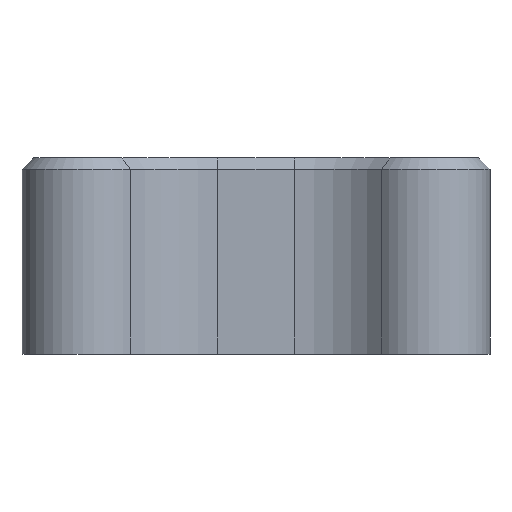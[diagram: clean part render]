
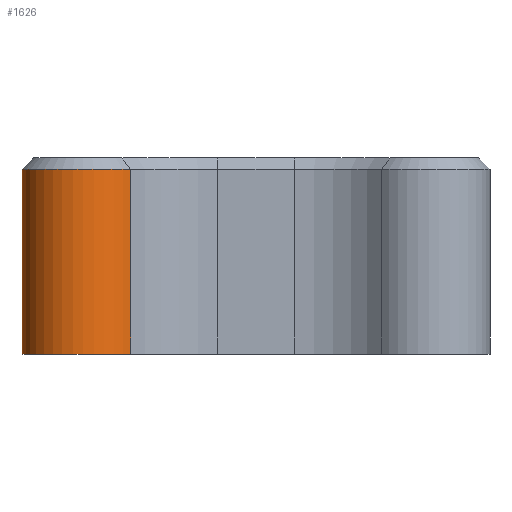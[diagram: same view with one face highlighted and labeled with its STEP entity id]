
A CAD part, front view. The second image highlights one B-rep face of the part: STEP entity #1626.
In plain terms, the highlighted cylindrical face has radius 2.69 mm (diameter 5.38 mm), a partial arc.
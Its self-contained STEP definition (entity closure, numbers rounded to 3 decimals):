
#12 = DIRECTION ( 'NONE',  ( 0., 0., 1. ) ) ;
#109 = VERTEX_POINT ( 'NONE', #1661 ) ;
#135 = CARTESIAN_POINT ( 'NONE',  ( -10.19, 20.11, 7.05 ) ) ;
#226 = VERTEX_POINT ( 'NONE', #2084 ) ;
#270 = CARTESIAN_POINT ( 'NONE',  ( -7.5, 20.11, 1.51 ) ) ;
#275 = VERTEX_POINT ( 'NONE', #1083 ) ;
#281 = FACE_OUTER_BOUND ( 'NONE', #1470, .T. ) ;
#288 = CARTESIAN_POINT ( 'NONE',  ( -5.456, 18.361, 9.55 ) ) ;
#409 = ORIENTED_EDGE ( 'NONE', *, *, #1518, .T. ) ;
#473 = DIRECTION ( 'NONE',  ( 0., 0., -1. ) ) ;
#516 = EDGE_CURVE ( 'NONE', #2132, #275, #1010, .T. ) ;
#638 = CARTESIAN_POINT ( 'NONE',  ( -7.5, 20.11, 9.55 ) ) ;
#787 = AXIS2_PLACEMENT_3D ( 'NONE', #270, #1687, #1477 ) ;
#830 = DIRECTION ( 'NONE',  ( 1., 0., 0. ) ) ;
#859 = DIRECTION ( 'NONE',  ( 0., 0., -1. ) ) ;
#911 = ORIENTED_EDGE ( 'NONE', *, *, #1805, .T. ) ;
#917 = EDGE_CURVE ( 'NONE', #109, #226, #1111, .T. ) ;
#937 = ORIENTED_EDGE ( 'NONE', *, *, #917, .T. ) ;
#961 = ORIENTED_EDGE ( 'NONE', *, *, #516, .T. ) ;
#1010 = CIRCLE ( 'NONE', #1889, 2.69 ) ;
#1083 = CARTESIAN_POINT ( 'NONE',  ( -10.19, 20.11, 9.55 ) ) ;
#1111 = CIRCLE ( 'NONE', #787, 2.69 ) ;
#1238 = VECTOR ( 'NONE', #859, 1000. ) ;
#1264 = CYLINDRICAL_SURFACE ( 'NONE', #1787, 2.69 ) ;
#1466 = VECTOR ( 'NONE', #12, 1000. ) ;
#1470 = EDGE_LOOP ( 'NONE', ( #961, #911, #937, #409 ) ) ;
#1477 = DIRECTION ( 'NONE',  ( 1., 0., 0. ) ) ;
#1479 = CARTESIAN_POINT ( 'NONE',  ( -7.5, 20.11, 7.05 ) ) ;
#1518 = EDGE_CURVE ( 'NONE', #226, #2132, #1597, .T. ) ;
#1597 = LINE ( 'NONE', #2127, #1466 ) ;
#1626 = ADVANCED_FACE ( 'NONE', ( #281 ), #1264, .T. ) ;
#1661 = CARTESIAN_POINT ( 'NONE',  ( -10.19, 20.11, 1.51 ) ) ;
#1687 = DIRECTION ( 'NONE',  ( 0., 0., 1. ) ) ;
#1690 = LINE ( 'NONE', #135, #1238 ) ;
#1787 = AXIS2_PLACEMENT_3D ( 'NONE', #1479, #1962, #1975 ) ;
#1805 = EDGE_CURVE ( 'NONE', #275, #109, #1690, .T. ) ;
#1889 = AXIS2_PLACEMENT_3D ( 'NONE', #638, #473, #830 ) ;
#1962 = DIRECTION ( 'NONE',  ( 0., 0., -1. ) ) ;
#1975 = DIRECTION ( 'NONE',  ( -1., 0., 0. ) ) ;
#2084 = CARTESIAN_POINT ( 'NONE',  ( -5.456, 18.361, 1.51 ) ) ;
#2127 = CARTESIAN_POINT ( 'NONE',  ( -5.456, 18.361, 7.05 ) ) ;
#2132 = VERTEX_POINT ( 'NONE', #288 ) ;
